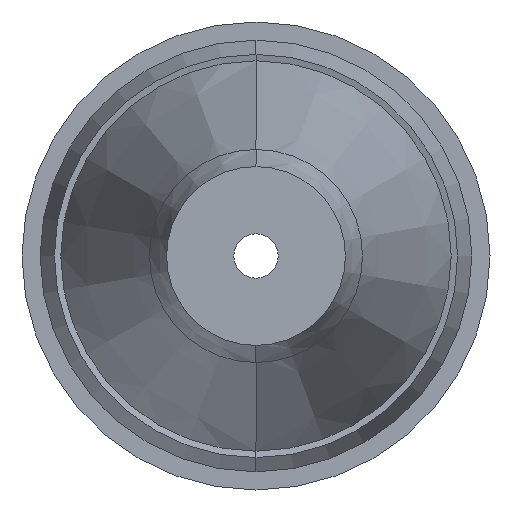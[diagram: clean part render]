
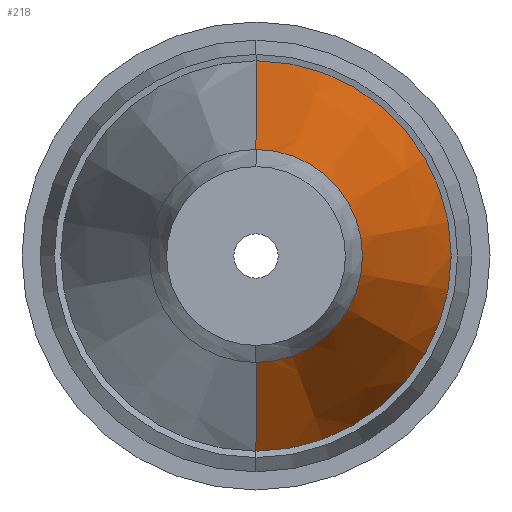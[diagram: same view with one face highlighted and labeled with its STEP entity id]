
A CAD part, front view. The second image highlights one B-rep face of the part: STEP entity #218.
In plain terms, the highlighted conical face has half-angle 15 degrees and reference radius 11.549 mm.
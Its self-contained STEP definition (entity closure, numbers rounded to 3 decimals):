
#154=CARTESIAN_POINT('Vertex',(0.,-13.757,22.512)) ;
#157=CARTESIAN_POINT('Axis2P3D Location',(0.,-13.757,0.)) ;
#161=CARTESIAN_POINT('Vertex',(0.,-13.757,-22.512)) ;
#188=CARTESIAN_POINT('Axis2P3D Location',(0.,-54.675,0.)) ;
#193=CARTESIAN_POINT('Line Origine',(0.,-34.216,17.031)) ;
#197=CARTESIAN_POINT('Vertex',(0.,-54.675,11.549)) ;
#200=CARTESIAN_POINT('Axis2P3D Location',(0.,-54.675,0.)) ;
#204=CARTESIAN_POINT('Vertex',(0.,-54.675,-11.549)) ;
#207=CARTESIAN_POINT('Line Origine',(0.,-34.216,-17.031)) ;
#195=VECTOR('Line Direction',#194,1.) ;
#209=VECTOR('Line Direction',#208,1.) ;
#158=DIRECTION('Axis2P3D Direction',(0.,-1.,-0.)) ;
#189=DIRECTION('Axis2P3D Direction',(0.,1.,0.)) ;
#190=DIRECTION('Axis2P3D XDirection',(0.,0.,1.)) ;
#194=DIRECTION('Vector Direction',(0.,0.966,0.259)) ;
#201=DIRECTION('Axis2P3D Direction',(0.,1.,0.)) ;
#208=DIRECTION('Vector Direction',(0.,0.966,-0.259)) ;
#159=AXIS2_PLACEMENT_3D('Circle Axis2P3D',#157,#158,$) ;
#191=AXIS2_PLACEMENT_3D('Cone Axis2P3D',#188,#189,#190) ;
#202=AXIS2_PLACEMENT_3D('Circle Axis2P3D',#200,#201,$) ;
#196=LINE('Line',#193,#195) ;
#210=LINE('Line',#207,#209) ;
#160=CIRCLE('generated circle',#159,22.512) ;
#203=CIRCLE('generated circle',#202,11.549) ;
#192=CONICAL_SURFACE('Cone',#191,11.549,0.262) ;
#163=EDGE_CURVE('',#155,#162,#160,.F.) ;
#199=EDGE_CURVE('',#155,#198,#196,.F.) ;
#206=EDGE_CURVE('',#198,#205,#203,.T.) ;
#211=EDGE_CURVE('',#162,#205,#210,.F.) ;
#213=ORIENTED_EDGE('',*,*,#163,.F.) ;
#214=ORIENTED_EDGE('',*,*,#199,.T.) ;
#215=ORIENTED_EDGE('',*,*,#206,.T.) ;
#216=ORIENTED_EDGE('',*,*,#211,.F.) ;
#212=EDGE_LOOP('',(#213,#214,#215,#216)) ;
#155=VERTEX_POINT('',#154) ;
#162=VERTEX_POINT('',#161) ;
#198=VERTEX_POINT('',#197) ;
#205=VERTEX_POINT('',#204) ;
#218=ADVANCED_FACE('PartBody',(#217),#192,.T.) ;
#217=FACE_OUTER_BOUND('',#212,.T.) ;
